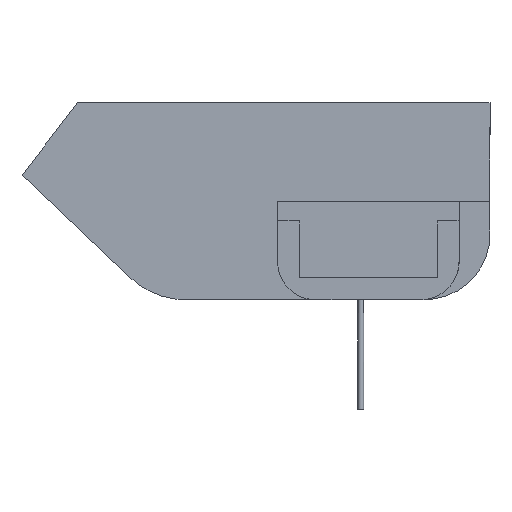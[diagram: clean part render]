
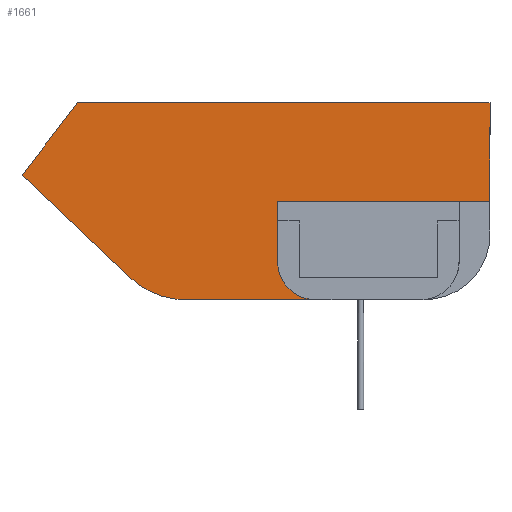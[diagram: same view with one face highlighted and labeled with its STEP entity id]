
A CAD part, left-side view. The second image highlights one B-rep face of the part: STEP entity #1661.
In plain terms, the highlighted face is planar.
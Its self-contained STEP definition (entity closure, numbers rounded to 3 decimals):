
#132=PLANE('',#1871);
#219=FACE_OUTER_BOUND('',#317,.T.);
#317=EDGE_LOOP('',(#1357,#1358,#1359,#1360,#1361,#1362,#1363,#1364,#1365));
#452=LINE('',#2604,#648);
#457=LINE('',#2617,#653);
#458=LINE('',#2620,#654);
#459=LINE('',#2622,#655);
#460=LINE('',#2624,#656);
#461=LINE('',#2626,#657);
#462=LINE('',#2629,#658);
#648=VECTOR('',#2129,10.);
#653=VECTOR('',#2142,10.);
#654=VECTOR('',#2145,10.);
#655=VECTOR('',#2146,10.);
#656=VECTOR('',#2147,10.);
#657=VECTOR('',#2148,10.);
#658=VECTOR('',#2151,10.);
#777=CIRCLE('',#1869,7.);
#778=CIRCLE('',#1872,15.);
#853=VERTEX_POINT('',#2601);
#854=VERTEX_POINT('',#2603);
#856=VERTEX_POINT('',#2609);
#858=VERTEX_POINT('',#2615);
#859=VERTEX_POINT('',#2619);
#860=VERTEX_POINT('',#2621);
#861=VERTEX_POINT('',#2623);
#862=VERTEX_POINT('',#2625);
#863=VERTEX_POINT('',#2627);
#1029=EDGE_CURVE('',#854,#853,#452,.T.);
#1032=EDGE_CURVE('',#856,#854,#777,.T.);
#1036=EDGE_CURVE('',#853,#858,#457,.T.);
#1037=EDGE_CURVE('',#858,#859,#458,.T.);
#1038=EDGE_CURVE('',#859,#860,#459,.T.);
#1039=EDGE_CURVE('',#860,#861,#460,.T.);
#1040=EDGE_CURVE('',#861,#862,#461,.T.);
#1041=EDGE_CURVE('',#862,#863,#778,.T.);
#1042=EDGE_CURVE('',#863,#856,#462,.T.);
#1357=ORIENTED_EDGE('',*,*,#1036,.T.);
#1358=ORIENTED_EDGE('',*,*,#1037,.T.);
#1359=ORIENTED_EDGE('',*,*,#1038,.T.);
#1360=ORIENTED_EDGE('',*,*,#1039,.T.);
#1361=ORIENTED_EDGE('',*,*,#1040,.T.);
#1362=ORIENTED_EDGE('',*,*,#1041,.T.);
#1363=ORIENTED_EDGE('',*,*,#1042,.T.);
#1364=ORIENTED_EDGE('',*,*,#1032,.T.);
#1365=ORIENTED_EDGE('',*,*,#1029,.T.);
#1661=ADVANCED_FACE('',(#219),#132,.F.);
#1869=AXIS2_PLACEMENT_3D('',#2610,#2135,#2136);
#1871=AXIS2_PLACEMENT_3D('',#2618,#2143,#2144);
#1872=AXIS2_PLACEMENT_3D('',#2628,#2149,#2150);
#2129=DIRECTION('',(0.,0.,1.));
#2135=DIRECTION('center_axis',(0.,1.,0.));
#2136=DIRECTION('ref_axis',(0.,0.,1.));
#2142=DIRECTION('',(1.,0.,0.));
#2143=DIRECTION('center_axis',(0.,1.,0.));
#2144=DIRECTION('ref_axis',(0.,0.,1.));
#2145=DIRECTION('',(0.,0.,1.));
#2146=DIRECTION('',(-1.,0.,0.));
#2147=DIRECTION('',(-0.609,0.,-0.793));
#2148=DIRECTION('',(0.726,0.,-0.688));
#2149=DIRECTION('center_axis',(0.,-1.,0.));
#2150=DIRECTION('ref_axis',(-0.688,0.,-0.726));
#2151=DIRECTION('',(1.,0.,0.));
#2601=CARTESIAN_POINT('',(-30.93,1.,-7.671));
#2603=CARTESIAN_POINT('',(-30.93,1.,-18.671));
#2604=CARTESIAN_POINT('',(-30.93,1.,10.329));
#2609=CARTESIAN_POINT('',(-23.93,1.,-25.671));
#2610=CARTESIAN_POINT('Origin',(-23.93,1.,-18.671));
#2615=CARTESIAN_POINT('',(7.87,1.,-7.671));
#2617=CARTESIAN_POINT('',(7.87,1.,-7.671));
#2618=CARTESIAN_POINT('Origin',(-34.864,1.,-7.671));
#2619=CARTESIAN_POINT('',(7.87,1.,10.329));
#2620=CARTESIAN_POINT('',(7.87,1.,-10.671));
#2621=CARTESIAN_POINT('',(-67.43,1.,10.329));
#2622=CARTESIAN_POINT('',(-13.497,1.,10.329));
#2623=CARTESIAN_POINT('',(-77.597,1.,-2.92));
#2624=CARTESIAN_POINT('',(-65.743,1.,12.529));
#2625=CARTESIAN_POINT('',(-57.911,1.,-21.562));
#2626=CARTESIAN_POINT('',(-65.146,1.,-14.71));
#2627=CARTESIAN_POINT('',(-47.597,1.,-25.671));
#2628=CARTESIAN_POINT('Origin',(-47.597,1.,-10.671));
#2629=CARTESIAN_POINT('',(-41.23,1.,-25.671));
